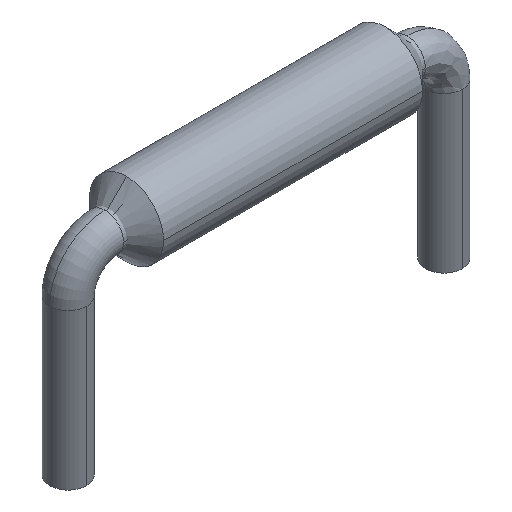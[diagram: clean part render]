
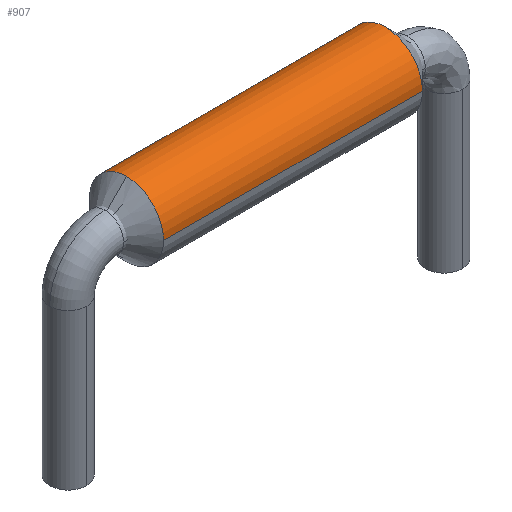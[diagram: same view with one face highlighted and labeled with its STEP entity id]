
A CAD part, isometric view. The second image highlights one B-rep face of the part: STEP entity #907.
In plain terms, the highlighted cylindrical face has radius 1 mm (diameter 2 mm), a partial arc.
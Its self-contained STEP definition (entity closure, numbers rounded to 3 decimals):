
#847=CARTESIAN_POINT('',(3.5,1.,2.));
#848=VERTEX_POINT('',#847);
#849=CARTESIAN_POINT('',(-3.5,1.,2.));
#850=VERTEX_POINT('',#849);
#851=CARTESIAN_POINT('',(3.5,1.,2.));
#852=DIRECTION('',(-1.0,0.0,0.0));
#853=VECTOR('',#852,7.0);
#854=LINE('',#851,#853);
#855=EDGE_CURVE('',#848,#850,#854,.T.);
#857=CARTESIAN_POINT('',(3.5,-1.,2.));
#858=VERTEX_POINT('',#857);
#866=CARTESIAN_POINT('',(-3.5,-1.,2.));
#867=VERTEX_POINT('',#866);
#868=CARTESIAN_POINT('',(3.5,-1.,2.));
#869=DIRECTION('',(-1.0,0.0,0.0));
#870=VECTOR('',#869,7.0);
#871=LINE('',#868,#870);
#872=EDGE_CURVE('',#858,#867,#871,.T.);
#884=CARTESIAN_POINT('',(-3.5,0.,2.));
#885=DIRECTION('',(1.0,0.0,0.));
#886=DIRECTION('',(0.0,1.0,0.0));
#887=AXIS2_PLACEMENT_3D('',#884,#885,#886);
#888=CYLINDRICAL_SURFACE('',#887,1.0);
#889=ORIENTED_EDGE('',*,*,#855,.T.);
#890=CARTESIAN_POINT('',(-3.5,0.,2.));
#891=DIRECTION('',(1.0,0.0,0.0));
#892=DIRECTION('',(0.0,1.0,0.0));
#893=AXIS2_PLACEMENT_3D('',#890,#891,#892);
#894=CIRCLE('',#893,1.0);
#895=EDGE_CURVE('',#850,#867,#894,.T.);
#896=ORIENTED_EDGE('',*,*,#895,.T.);
#897=ORIENTED_EDGE('',*,*,#872,.F.);
#898=CARTESIAN_POINT('',(3.5,0.,2.));
#899=DIRECTION('',(-1.0,0.0,0.0));
#900=DIRECTION('',(0.0,1.0,0.0));
#901=AXIS2_PLACEMENT_3D('',#898,#899,#900);
#902=CIRCLE('',#901,1.0);
#903=EDGE_CURVE('',#858,#848,#902,.T.);
#904=ORIENTED_EDGE('',*,*,#903,.T.);
#905=EDGE_LOOP('',(#889,#896,#897,#904));
#906=FACE_OUTER_BOUND('',#905,.T.);
#907=ADVANCED_FACE('',(#906),#888,.T.);
